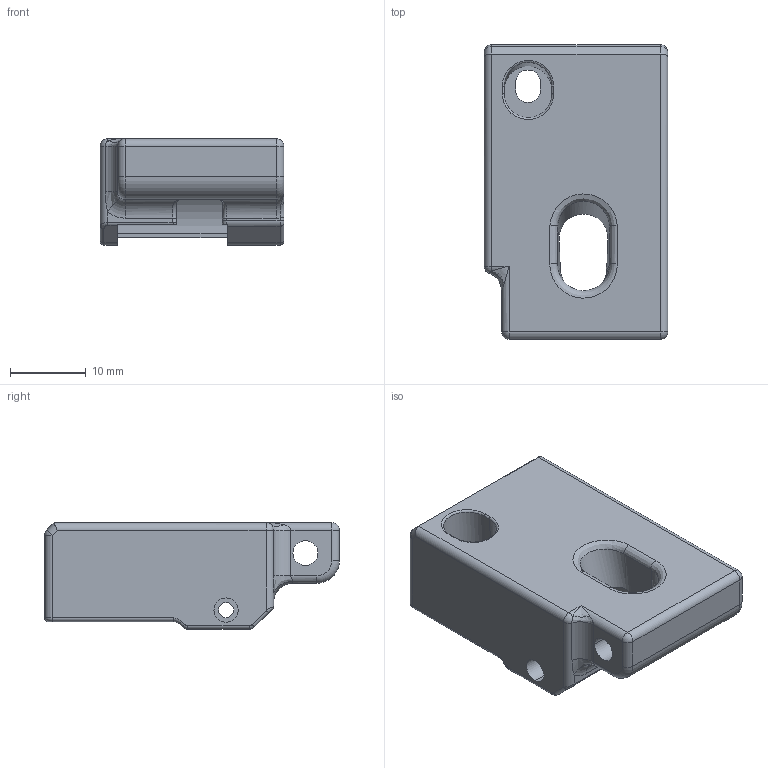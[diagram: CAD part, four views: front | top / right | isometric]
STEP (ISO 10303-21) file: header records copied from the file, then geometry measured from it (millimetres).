
FILE_DESCRIPTION (( 'STEP AP214' ), '1' );
FILE_NAME ('A_Idler.STEP', '2024-10-12T22:35:04', ( '' ), ( '' ), 'SwSTEP 2.0', 'SolidWorks 2024', '' );
FILE_SCHEMA (( 'AUTOMOTIVE_DESIGN' ));
Length unit declared in the file: millimetre
Products named in the file (1): A_Idler
Bounding box: 24.3 x 39 x 14.08 mm (x, y, z)
Volume: 8833.6 mm3; surface area: 4101.1 mm2
Topology: 1 solids, 1 shells, 154 faces, 385 edges, 227 vertices
Faces by surface type: cylinder 65, plane 39, bspline 24, torus 18, sphere 8
Entity records: 6120 total; most frequent: CARTESIAN_POINT 2584, ORIENTED_EDGE 754, DIRECTION 723, EDGE_CURVE 377, AXIS2_PLACEMENT_3D 281, VERTEX_POINT 227, EDGE_LOOP 166, LINE 161
